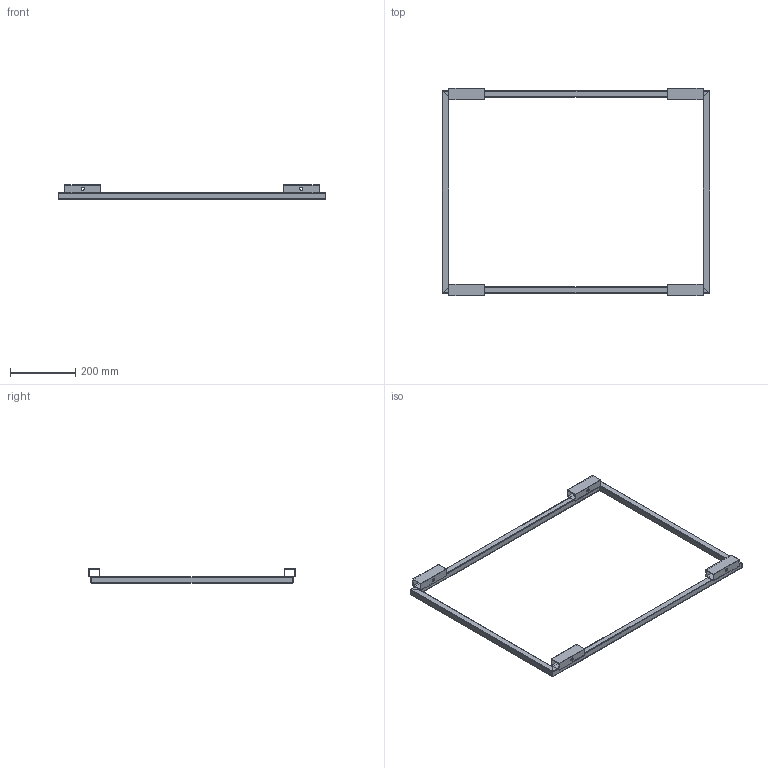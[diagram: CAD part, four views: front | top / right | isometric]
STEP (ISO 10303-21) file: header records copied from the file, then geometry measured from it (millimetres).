
FILE_DESCRIPTION (( 'STEP AP214' ), '1' );
FILE_NAME ('chasiiseasy.STEP', '2018-10-06T09:43:12', ( '' ), ( '' ), 'SwSTEP 2.0', 'SolidWorks 2016', '' );
FILE_SCHEMA (( 'AUTOMOTIVE_DESIGN' ));
Length unit declared in the file: millimetre
Products named in the file (1): chasiiseasy
Bounding box: 820 x 635 x 45 mm (x, y, z)
Volume: 491011.7 mm3; surface area: 494871.6 mm2
Topology: 8 solids, 8 shells, 112 faces, 288 edges, 192 vertices
Faces by surface type: plane 80, cylinder 32
Entity records: 3525 total; most frequent: CARTESIAN_POINT 689, ORIENTED_EDGE 576, DIRECTION 514, EDGE_CURVE 288, VECTOR 224, LINE 224, VERTEX_POINT 192, AXIS2_PLACEMENT_3D 145
